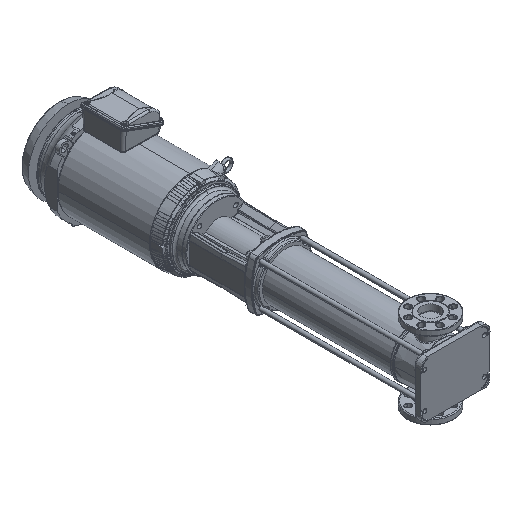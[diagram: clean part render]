
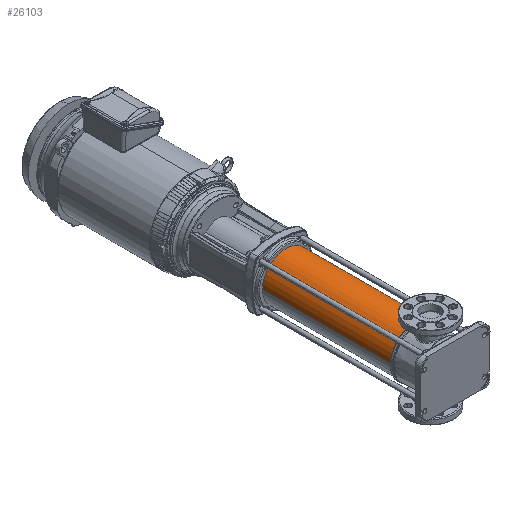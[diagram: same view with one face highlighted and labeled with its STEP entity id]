
A CAD part, isometric view. The second image highlights one B-rep face of the part: STEP entity #26103.
In plain terms, the highlighted cylindrical face has radius 85.35 mm (diameter 170.7 mm), a partial arc.
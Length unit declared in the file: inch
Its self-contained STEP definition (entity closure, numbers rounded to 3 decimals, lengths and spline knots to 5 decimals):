
#8561 = DIRECTION ( 'NONE',  ( 0., 1., 0. ) ) ;
#13315 = CARTESIAN_POINT ( 'NONE',  ( 0., 1.70079, 0. ) ) ;
#20958 = CIRCLE ( 'NONE', #155881, 3.36024 ) ;
#26103 = ADVANCED_FACE ( 'NONE', ( #121927 ), #48251, .T. ) ;
#27933 = VERTEX_POINT ( 'NONE', #175752 ) ;
#41265 = CARTESIAN_POINT ( 'NONE',  ( 0., 2.20472, 0. ) ) ;
#48251 = CYLINDRICAL_SURFACE ( 'NONE', #99598, 3.36024 ) ;
#49445 = DIRECTION ( 'NONE',  ( 0., 0., 1. ) ) ;
#51599 = AXIS2_PLACEMENT_3D ( 'NONE', #41265, #151207, #224878 ) ;
#58838 = CARTESIAN_POINT ( 'NONE',  ( 0., 20.54039, 0. ) ) ;
#67077 = CIRCLE ( 'NONE', #51599, 3.36024 ) ;
#69190 = DIRECTION ( 'NONE',  ( 0., 1., 0. ) ) ;
#72768 = LINE ( 'NONE', #109083, #87182 ) ;
#87182 = VECTOR ( 'NONE', #69190, 39.37008 ) ;
#99598 = AXIS2_PLACEMENT_3D ( 'NONE', #13315, #8561, #49445 ) ;
#107867 = EDGE_CURVE ( 'NONE', #212112, #27933, #235450, .T. ) ;
#109083 = CARTESIAN_POINT ( 'NONE',  ( 0., 1.70079, -3.36024 ) ) ;
#117380 = VERTEX_POINT ( 'NONE', #170288 ) ;
#121927 = FACE_OUTER_BOUND ( 'NONE', #140934, .T. ) ;
#126650 = VERTEX_POINT ( 'NONE', #210433 ) ;
#136963 = DIRECTION ( 'NONE',  ( 0., -1., 0. ) ) ;
#140934 = EDGE_LOOP ( 'NONE', ( #194206, #169240, #150900, #233584 ) ) ;
#144834 = CARTESIAN_POINT ( 'NONE',  ( 0., 1.70079, 3.36024 ) ) ;
#147876 = EDGE_CURVE ( 'NONE', #27933, #117380, #20958, .T. ) ;
#150900 = ORIENTED_EDGE ( 'NONE', *, *, #107867, .T. ) ;
#151207 = DIRECTION ( 'NONE',  ( 0., 1., 0. ) ) ;
#155881 = AXIS2_PLACEMENT_3D ( 'NONE', #58838, #136963, #157457 ) ;
#157421 = CARTESIAN_POINT ( 'NONE',  ( 0., 2.20472, 3.36024 ) ) ;
#157457 = DIRECTION ( 'NONE',  ( 0., 0., 1. ) ) ;
#164175 = DIRECTION ( 'NONE',  ( 0., 1., 0. ) ) ;
#169240 = ORIENTED_EDGE ( 'NONE', *, *, #237127, .T. ) ;
#169411 = EDGE_CURVE ( 'NONE', #126650, #117380, #72768, .T. ) ;
#170288 = CARTESIAN_POINT ( 'NONE',  ( 0., 20.54039, -3.36024 ) ) ;
#175752 = CARTESIAN_POINT ( 'NONE',  ( 0., 20.54039, 3.36024 ) ) ;
#194206 = ORIENTED_EDGE ( 'NONE', *, *, #169411, .F. ) ;
#200582 = VECTOR ( 'NONE', #164175, 39.37008 ) ;
#210433 = CARTESIAN_POINT ( 'NONE',  ( 0., 2.20472, -3.36024 ) ) ;
#212112 = VERTEX_POINT ( 'NONE', #157421 ) ;
#224878 = DIRECTION ( 'NONE',  ( 0., 0., 1. ) ) ;
#233584 = ORIENTED_EDGE ( 'NONE', *, *, #147876, .T. ) ;
#235450 = LINE ( 'NONE', #144834, #200582 ) ;
#237127 = EDGE_CURVE ( 'NONE', #126650, #212112, #67077, .T. ) ;
